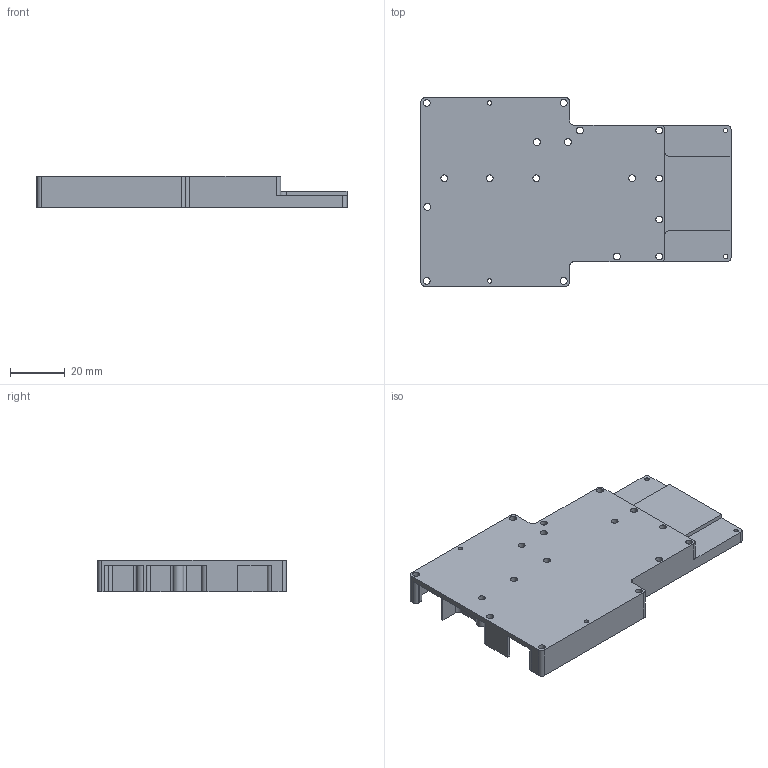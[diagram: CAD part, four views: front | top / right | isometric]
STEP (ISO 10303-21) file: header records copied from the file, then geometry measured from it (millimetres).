
FILE_DESCRIPTION (( 'STEP AP203' ), '1' );
FILE_NAME ('inner cover.STEP', '2020-03-09T10:08:08', ( '' ), ( '' ), 'SwSTEP 2.0', 'SolidWorks 2018', '' );
FILE_SCHEMA (( 'CONFIG_CONTROL_DESIGN' ));
Length unit declared in the file: millimetre
Products named in the file (2): inner cover
Bounding box: 113.28 x 69 x 11.5 mm (x, y, z)
Volume: 18864.7 mm3; surface area: 23885.3 mm2
Topology: 1 solids, 1 shells, 210 faces, 618 edges, 412 vertices
Faces by surface type: cylinder 145, plane 65
Entity records: 7371 total; most frequent: DIRECTION 1332, CARTESIAN_POINT 1242, ORIENTED_EDGE 1236, EDGE_CURVE 618, AXIS2_PLACEMENT_3D 502, VERTEX_POINT 412, VECTOR 328, LINE 328
